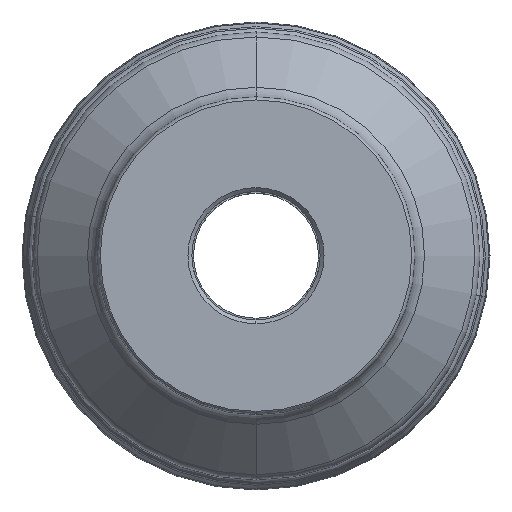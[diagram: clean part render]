
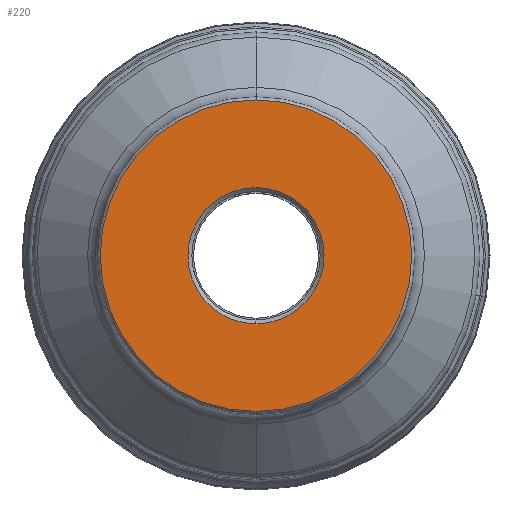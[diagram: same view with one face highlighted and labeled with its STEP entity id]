
A CAD part, top view. The second image highlights one B-rep face of the part: STEP entity #220.
In plain terms, the highlighted planar face has unit normal (0, 0, 1).
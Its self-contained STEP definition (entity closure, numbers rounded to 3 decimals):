
#46=PLANE('',#2501);
#55=FACE_BOUND('',#523,.T.);
#56=FACE_BOUND('',#524,.T.);
#220=ADVANCED_FACE('',(#55,#56),#46,.T.);
#523=EDGE_LOOP('',(#1022,#1023,#1024,#1025));
#524=EDGE_LOOP('',(#1026,#1027));
#1022=ORIENTED_EDGE('',*,*,#1566,.T.);
#1023=ORIENTED_EDGE('',*,*,#1567,.T.);
#1024=ORIENTED_EDGE('',*,*,#1568,.F.);
#1025=ORIENTED_EDGE('',*,*,#1569,.F.);
#1026=ORIENTED_EDGE('',*,*,#1565,.T.);
#1027=ORIENTED_EDGE('',*,*,#1563,.T.);
#1284=VERTEX_POINT('',#4446);
#1285=VERTEX_POINT('',#4448);
#1286=VERTEX_POINT('',#4454);
#1287=VERTEX_POINT('',#4455);
#1288=VERTEX_POINT('',#4457);
#1289=VERTEX_POINT('',#4459);
#1563=EDGE_CURVE('',#1285,#1284,#1864,.T.);
#1565=EDGE_CURVE('',#1284,#1285,#1865,.T.);
#1566=EDGE_CURVE('',#1286,#1287,#1866,.T.);
#1567=EDGE_CURVE('',#1287,#1288,#1867,.T.);
#1568=EDGE_CURVE('',#1289,#1288,#1868,.T.);
#1569=EDGE_CURVE('',#1286,#1289,#1869,.T.);
#1864=CIRCLE('',#2493,20.75);
#1865=CIRCLE('',#2495,20.75);
#1866=CIRCLE('',#2497,47.473);
#1867=CIRCLE('',#2498,47.473);
#1868=CIRCLE('',#2499,47.473);
#1869=CIRCLE('',#2500,47.473);
#2493=AXIS2_PLACEMENT_3D('',#4447,#3223,#3224);
#2495=AXIS2_PLACEMENT_3D('',#4451,#3228,#3229);
#2497=AXIS2_PLACEMENT_3D('',#4453,#3232,#3233);
#2498=AXIS2_PLACEMENT_3D('',#4456,#3234,#3235);
#2499=AXIS2_PLACEMENT_3D('',#4458,#3236,#3237);
#2500=AXIS2_PLACEMENT_3D('',#4460,#3238,#3239);
#2501=AXIS2_PLACEMENT_3D('',#4461,#3240,#3241);
#3223=DIRECTION('',(0.,0.,-1.));
#3224=DIRECTION('',(0.,-1.,0.));
#3228=DIRECTION('',(0.,0.,-1.));
#3229=DIRECTION('',(0.,1.,0.));
#3232=DIRECTION('',(0.,0.,1.));
#3233=DIRECTION('',(0.,1.,0.));
#3234=DIRECTION('',(0.,0.,1.));
#3235=DIRECTION('',(0.,-1.,0.));
#3236=DIRECTION('',(0.,0.,-1.));
#3237=DIRECTION('',(0.,-1.,0.));
#3238=DIRECTION('',(0.,0.,-1.));
#3239=DIRECTION('',(0.,1.,0.));
#3240=DIRECTION('',(0.,0.,1.));
#3241=DIRECTION('',(0.,-1.,0.));
#4446=CARTESIAN_POINT('',(0.,20.75,0.));
#4447=CARTESIAN_POINT('',(0.,0.,0.));
#4448=CARTESIAN_POINT('',(0.,-20.75,0.));
#4451=CARTESIAN_POINT('',(0.,0.,0.));
#4453=CARTESIAN_POINT('',(0.,0.,0.));
#4454=CARTESIAN_POINT('',(-0.016,47.473,0.));
#4455=CARTESIAN_POINT('',(0.,-47.473,0.));
#4456=CARTESIAN_POINT('',(0.,0.,0.));
#4457=CARTESIAN_POINT('',(0.016,-47.473,0.));
#4458=CARTESIAN_POINT('',(0.,0.,0.));
#4459=CARTESIAN_POINT('',(0.,47.473,0.));
#4460=CARTESIAN_POINT('',(0.,0.,0.));
#4461=CARTESIAN_POINT('',(0.,0.,0.));
